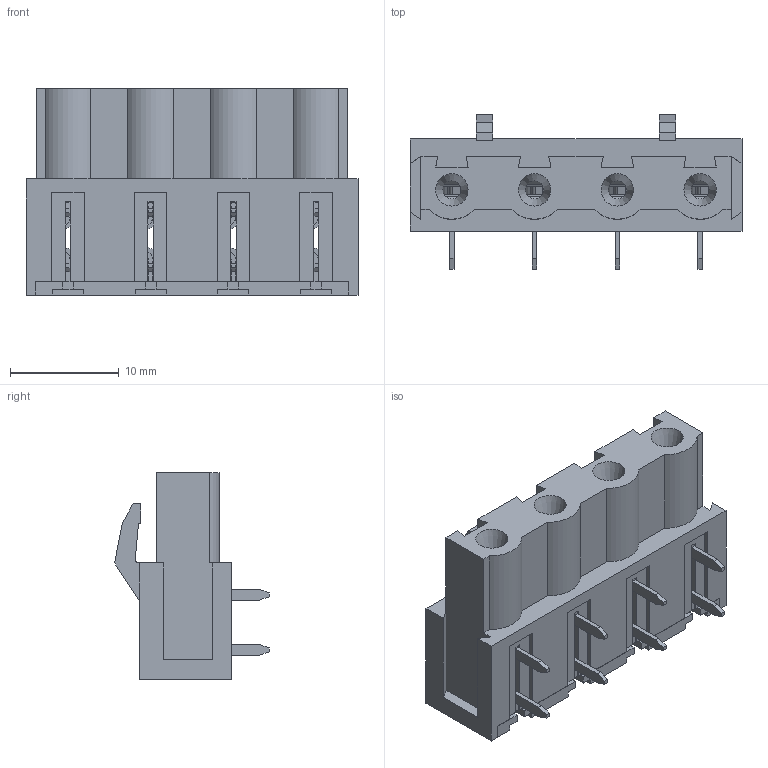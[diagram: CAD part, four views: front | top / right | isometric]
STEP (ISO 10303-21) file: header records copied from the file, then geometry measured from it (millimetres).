
FILE_DESCRIPTION( ( 'Unknown' ), '1' );
FILE_NAME( '691309410004.stp', 'Unknown', ( 'Unknown' ), ( 'Unknown' ), 'PSStep 14.0', 'Unknown', ' ' );
FILE_SCHEMA( ( 'AUTOMOTIVE_DESIGN { 1 0 10303 214 1 1 1 1 }' ) );
Length unit declared in the file: millimetre
Products named in the file (4): Assem1; 6913094100xx_PIN; 691309410004; 691309410004_CAPOT
Assembly tree (6 placements, depth 2):
  Assem1
    6913094100xx_PIN  x4
    691309410004
    691309410004_CAPOT
Bounding box: 30.58 x 14.25 x 19 mm (x, y, z)
Volume: 2326.1 mm3; surface area: 5108 mm2
Topology: 6 solids, 6 shells, 612 faces, 1695 edges, 1091 vertices
Faces by surface type: plane 448, cylinder 146, cone 10, sphere 8
Full cylindrical faces by diameter (mm): 0.9 x8
Entity records: 14400 total; most frequent: CARTESIAN_POINT 2123, ORIENTED_EDGE 1992, DIRECTION 1828, EDGE_CURVE 996, LINE 854, VECTOR 854, VERTEX_POINT 658, AXIS2_PLACEMENT_3D 487
